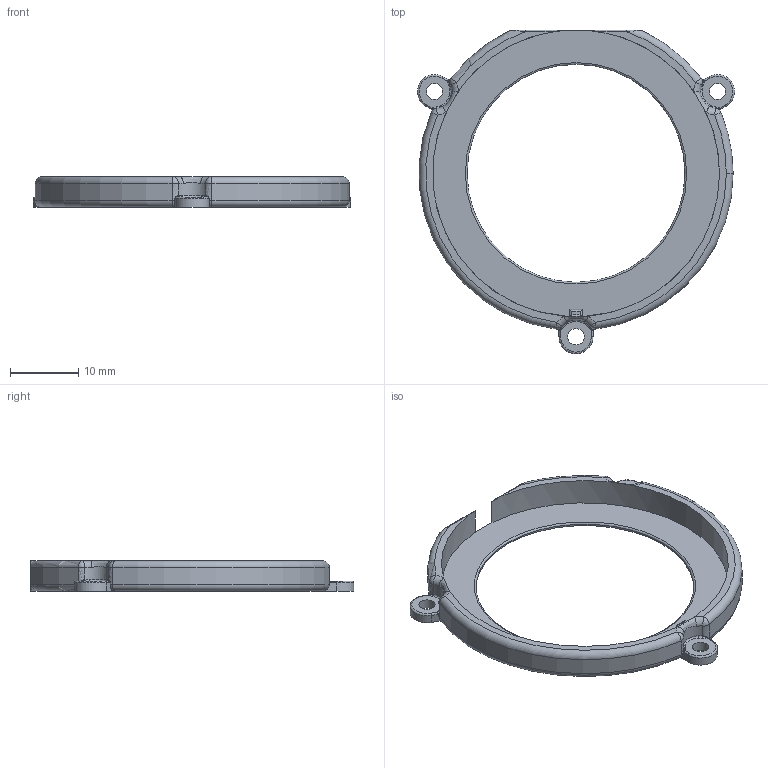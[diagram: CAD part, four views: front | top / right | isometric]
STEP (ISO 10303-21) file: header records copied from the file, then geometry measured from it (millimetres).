
FILE_DESCRIPTION(('FreeCAD Model'),'2;1');
FILE_NAME('Open CASCADE Shape Model','2022-07-27T23:17:18',('Author'),( ''),'Open CASCADE STEP processor 7.5','FreeCAD','Unknown');
FILE_SCHEMA(('AUTOMOTIVE_DESIGN { 1 0 10303 214 1 1 1 1 }'));
Length unit declared in the file: millimetre
Products named in the file (1): Fillet006
Bounding box: 46.57 x 47.5 x 4.5 mm (x, y, z)
Volume: 1378 mm3; surface area: 2896.3 mm2
Topology: 1 solids, 1 shells, 124 faces, 319 edges, 189 vertices
Faces by surface type: bspline 40, cylinder 29, torus 29, plane 20, sphere 6
Full cylindrical faces by diameter (mm): 2.4 x3, 32 x1
Entity records: 16639 total; most frequent: CARTESIAN_POINT 11201, DIRECTION 820, ORIENTED_EDGE 622, PCURVE 622, DEFINITIONAL_REPRESENTATION 622, LINE 363, VECTOR 363, EDGE_CURVE 311
